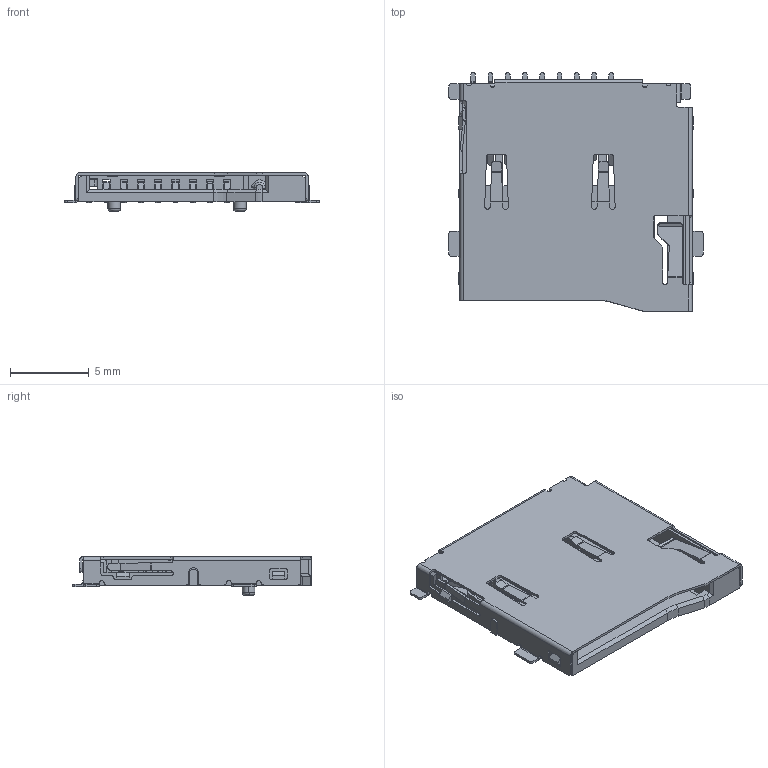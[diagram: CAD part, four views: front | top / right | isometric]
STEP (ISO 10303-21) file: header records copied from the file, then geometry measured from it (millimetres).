
FILE_DESCRIPTION(('FreeCAD Model'),'2;1');
FILE_NAME('XKB_XKTF-015-X.step','2021-03-06T20:16:53',('kicad StepUp'),('ksu MCAD') ,'Open CASCADE STEP processor 7.3','FreeCAD','Unknown');
FILE_SCHEMA(('AUTOMOTIVE_DESIGN { 1 0 10303 214 1 1 1 1 }'));
Length unit declared in the file: millimetre
Products named in the file (1): XKB_XKTF-015-X
Bounding box: 16.18 x 15.2 x 2.45 mm (x, y, z)
Volume: 167.5 mm3; surface area: 1196.7 mm2
Topology: 11 solids, 11 shells, 1253 faces, 3555 edges, 2305 vertices
Faces by surface type: plane 795, cylinder 433, bspline 13, torus 10, cone 2
Entity records: 49764 total; most frequent: CARTESIAN_POINT 7744, ORIENTED_EDGE 7110, DIRECTION 6861, EDGE_CURVE 3555, LINE 2633, VECTOR 2633, VERTEX_POINT 2305, AXIS2_PLACEMENT_3D 2114
